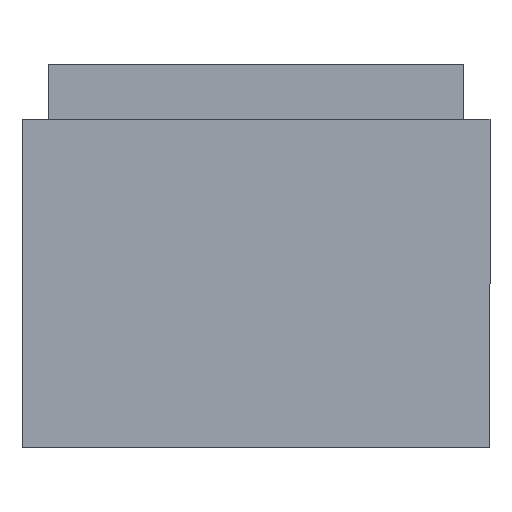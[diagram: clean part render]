
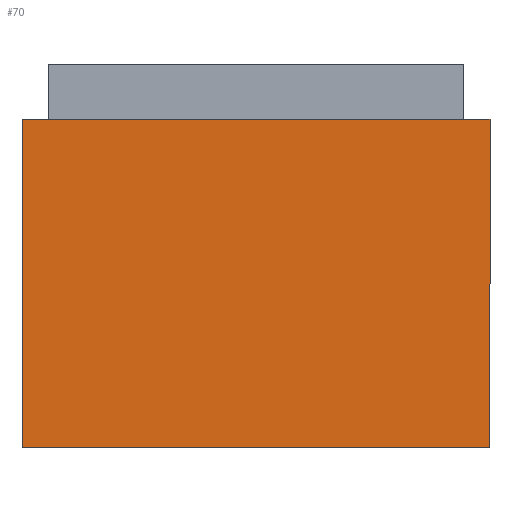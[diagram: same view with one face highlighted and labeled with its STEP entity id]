
A CAD part, front view. The second image highlights one B-rep face of the part: STEP entity #70.
In plain terms, the highlighted planar face has unit normal (0, -1, 0).
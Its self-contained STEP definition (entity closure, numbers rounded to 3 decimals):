
#56 = VERTEX_POINT ( 'NONE', #1022 ) ;
#70 = ADVANCED_FACE ( 'NONE', ( #399 ), #575, .F. ) ;
#71 = DIRECTION ( 'NONE',  ( 0., 1., 0. ) ) ;
#79 = EDGE_CURVE ( 'NONE', #1111, #578, #737, .T. ) ;
#119 = DIRECTION ( 'NONE',  ( 0., 0., -1. ) ) ;
#140 = CARTESIAN_POINT ( 'NONE',  ( 107., 0., -75. ) ) ;
#159 = EDGE_CURVE ( 'NONE', #578, #268, #814, .T. ) ;
#227 = ORIENTED_EDGE ( 'NONE', *, *, #483, .F. ) ;
#268 = VERTEX_POINT ( 'NONE', #561 ) ;
#351 = CARTESIAN_POINT ( 'NONE',  ( -107., 0., -75. ) ) ;
#399 = FACE_OUTER_BOUND ( 'NONE', #1085, .T. ) ;
#406 = CARTESIAN_POINT ( 'NONE',  ( 107., 0., -75. ) ) ;
#434 = ORIENTED_EDGE ( 'NONE', *, *, #159, .F. ) ;
#483 = EDGE_CURVE ( 'NONE', #268, #56, #1049, .T. ) ;
#512 = LINE ( 'NONE', #140, #994 ) ;
#561 = CARTESIAN_POINT ( 'NONE',  ( -107., 0., 75. ) ) ;
#568 = VECTOR ( 'NONE', #839, 1000. ) ;
#575 = PLANE ( 'NONE',  #667 ) ;
#578 = VERTEX_POINT ( 'NONE', #1027 ) ;
#588 = ORIENTED_EDGE ( 'NONE', *, *, #1138, .F. ) ;
#667 = AXIS2_PLACEMENT_3D ( 'NONE', #1001, #71, #917 ) ;
#725 = CARTESIAN_POINT ( 'NONE',  ( -107., 0., 75. ) ) ;
#737 = LINE ( 'NONE', #828, #1180 ) ;
#814 = LINE ( 'NONE', #351, #568 ) ;
#828 = CARTESIAN_POINT ( 'NONE',  ( -107., 0., -75. ) ) ;
#832 = DIRECTION ( 'NONE',  ( -1., 0., 0. ) ) ;
#839 = DIRECTION ( 'NONE',  ( 0., 0., 1. ) ) ;
#850 = VECTOR ( 'NONE', #988, 1000. ) ;
#917 = DIRECTION ( 'NONE',  ( 0., 0., 1. ) ) ;
#988 = DIRECTION ( 'NONE',  ( 1., 0., 0. ) ) ;
#994 = VECTOR ( 'NONE', #119, 1000. ) ;
#1001 = CARTESIAN_POINT ( 'NONE',  ( 0., 0., 0. ) ) ;
#1022 = CARTESIAN_POINT ( 'NONE',  ( 107., 0., 75. ) ) ;
#1027 = CARTESIAN_POINT ( 'NONE',  ( -107., 0., -75. ) ) ;
#1049 = LINE ( 'NONE', #725, #850 ) ;
#1085 = EDGE_LOOP ( 'NONE', ( #588, #227, #434, #1120 ) ) ;
#1111 = VERTEX_POINT ( 'NONE', #406 ) ;
#1120 = ORIENTED_EDGE ( 'NONE', *, *, #79, .F. ) ;
#1138 = EDGE_CURVE ( 'NONE', #56, #1111, #512, .T. ) ;
#1180 = VECTOR ( 'NONE', #832, 1000. ) ;
